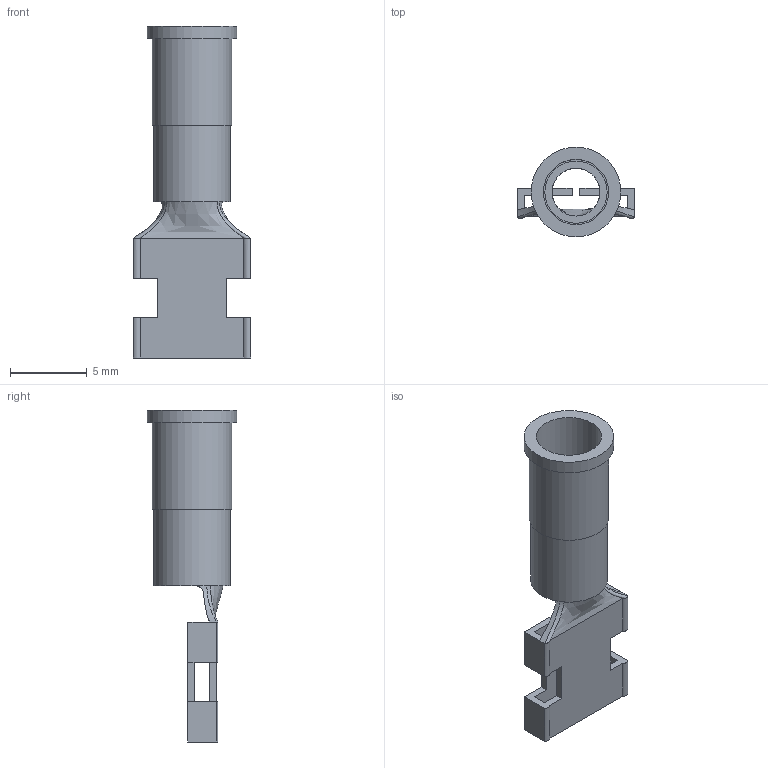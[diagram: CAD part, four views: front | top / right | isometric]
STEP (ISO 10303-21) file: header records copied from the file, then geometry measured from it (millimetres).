
FILE_DESCRIPTION(/* description */ (''),/* implementation_level */ '2;1');
FILE_NAME(/* name */ '16-14 female spade blue.stp',/* time_stamp */ '2013-07-20T21:40:18-04:00',/* author */ ('Saville'),/* organization */ (''),/* preprocessor_version */ 'ST-DEVELOPER v15.2',/* originating_system */ 'Autodesk Inventor 2014',/* authorisation */ '');
FILE_SCHEMA (('AUTOMOTIVE_DESIGN { 1 0 10303 214 3 1 1 }'));
Length unit declared in the file: inch
Products named in the file (1): 16-14 female spade blue
Bounding box: 7.66 x 5.84 x 21.6 mm (x, y, z)
Volume: 169.3 mm3; surface area: 775.5 mm2
Topology: 2 solids, 2 shells, 58 faces, 161 edges, 105 vertices
Faces by surface type: plane 36, cylinder 11, bspline 10, cone 1
Full cylindrical faces by diameter (mm): 3.111 x1, 4.051 x2, 4.242 x1, 4.991 x1, 5.182 x1, 5.842 x1
Entity records: 2201 total; most frequent: CARTESIAN_POINT 748, ORIENTED_EDGE 302, DIRECTION 262, EDGE_CURVE 151, VERTEX_POINT 103, LINE 98, VECTOR 98, AXIS2_PLACEMENT_3D 82
